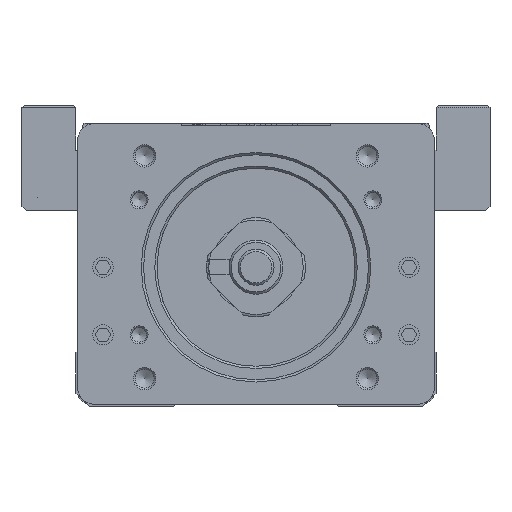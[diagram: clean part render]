
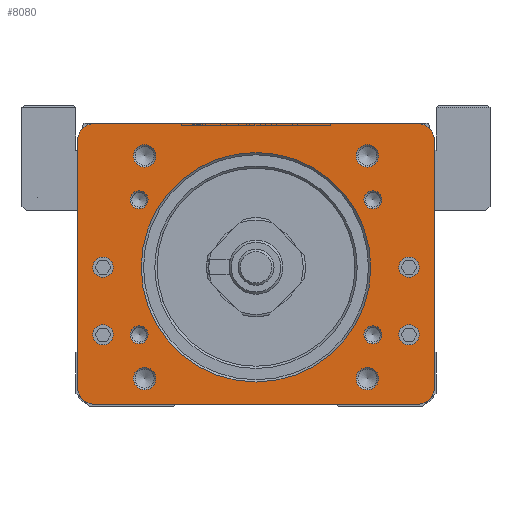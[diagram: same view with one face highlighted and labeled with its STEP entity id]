
A CAD part, front view. The second image highlights one B-rep face of the part: STEP entity #8080.
In plain terms, the highlighted planar face has unit normal (0, -1, 0).
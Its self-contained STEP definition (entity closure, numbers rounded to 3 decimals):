
#1117=PLANE('',#25614);
#3926=LINE('',#38901,#6156);
#3951=LINE('',#39066,#6181);
#3958=LINE('',#39078,#6188);
#3984=LINE('',#39227,#6214);
#6156=VECTOR('',#30695,1.);
#6181=VECTOR('',#30830,1.);
#6188=VECTOR('',#30839,1.);
#6214=VECTOR('',#30995,1.);
#8080=ADVANCED_FACE('',(#9233,#9234,#9235,#9236,#9237,#9238,#9239,#9240,
#9241,#9242,#9243,#9244,#9245,#9246),#1117,.T.);
#9233=FACE_BOUND('',#10867,.T.);
#9234=FACE_BOUND('',#10868,.T.);
#9235=FACE_BOUND('',#10869,.T.);
#9236=FACE_BOUND('',#10870,.T.);
#9237=FACE_BOUND('',#10871,.T.);
#9238=FACE_BOUND('',#10872,.T.);
#9239=FACE_BOUND('',#10873,.T.);
#9240=FACE_BOUND('',#10874,.T.);
#9241=FACE_BOUND('',#10875,.T.);
#9242=FACE_BOUND('',#10876,.T.);
#9243=FACE_BOUND('',#10877,.T.);
#9244=FACE_BOUND('',#10878,.T.);
#9245=FACE_BOUND('',#10879,.T.);
#9246=FACE_BOUND('',#10880,.T.);
#10867=EDGE_LOOP('',(#15901));
#10868=EDGE_LOOP('',(#15902));
#10869=EDGE_LOOP('',(#15903));
#10870=EDGE_LOOP('',(#15904));
#10871=EDGE_LOOP('',(#15905));
#10872=EDGE_LOOP('',(#15906));
#10873=EDGE_LOOP('',(#15907));
#10874=EDGE_LOOP('',(#15908));
#10875=EDGE_LOOP('',(#15909));
#10876=EDGE_LOOP('',(#15910));
#10877=EDGE_LOOP('',(#15911));
#10878=EDGE_LOOP('',(#15912));
#10879=EDGE_LOOP('',(#15913));
#10880=EDGE_LOOP('',(#15914,#15915,#15916,#15917,#15918,#15919,#15920,#15921));
#15901=ORIENTED_EDGE('',*,*,#22257,.T.);
#15902=ORIENTED_EDGE('',*,*,#22256,.T.);
#15903=ORIENTED_EDGE('',*,*,#22255,.T.);
#15904=ORIENTED_EDGE('',*,*,#22254,.T.);
#15905=ORIENTED_EDGE('',*,*,#22253,.T.);
#15906=ORIENTED_EDGE('',*,*,#22252,.T.);
#15907=ORIENTED_EDGE('',*,*,#22251,.T.);
#15908=ORIENTED_EDGE('',*,*,#22250,.T.);
#15909=ORIENTED_EDGE('',*,*,#22249,.T.);
#15910=ORIENTED_EDGE('',*,*,#22269,.T.);
#15911=ORIENTED_EDGE('',*,*,#22267,.T.);
#15912=ORIENTED_EDGE('',*,*,#22265,.T.);
#15913=ORIENTED_EDGE('',*,*,#22263,.T.);
#15914=ORIENTED_EDGE('',*,*,#22434,.T.);
#15915=ORIENTED_EDGE('',*,*,#22437,.T.);
#15916=ORIENTED_EDGE('',*,*,#22438,.T.);
#15917=ORIENTED_EDGE('',*,*,#22373,.T.);
#15918=ORIENTED_EDGE('',*,*,#22247,.T.);
#15919=ORIENTED_EDGE('',*,*,#22311,.T.);
#15920=ORIENTED_EDGE('',*,*,#22244,.T.);
#15921=ORIENTED_EDGE('',*,*,#22366,.T.);
#19378=VERTEX_POINT('',#38690);
#19379=VERTEX_POINT('',#38692);
#19380=VERTEX_POINT('',#38696);
#19381=VERTEX_POINT('',#38698);
#19382=VERTEX_POINT('',#38702);
#19383=VERTEX_POINT('',#38705);
#19384=VERTEX_POINT('',#38708);
#19385=VERTEX_POINT('',#38711);
#19386=VERTEX_POINT('',#38714);
#19387=VERTEX_POINT('',#38717);
#19388=VERTEX_POINT('',#38720);
#19389=VERTEX_POINT('',#38723);
#19390=VERTEX_POINT('',#38726);
#19395=VERTEX_POINT('',#38741);
#19397=VERTEX_POINT('',#38746);
#19399=VERTEX_POINT('',#38751);
#19401=VERTEX_POINT('',#38756);
#19468=VERTEX_POINT('',#39065);
#19473=VERTEX_POINT('',#39079);
#19529=VERTEX_POINT('',#39222);
#19531=VERTEX_POINT('',#39228);
#22244=EDGE_CURVE('',#19379,#19378,#23753,.T.);
#22247=EDGE_CURVE('',#19381,#19380,#23754,.T.);
#22249=EDGE_CURVE('',#19382,#19382,#23755,.T.);
#22250=EDGE_CURVE('',#19383,#19383,#23756,.T.);
#22251=EDGE_CURVE('',#19384,#19384,#23757,.T.);
#22252=EDGE_CURVE('',#19385,#19385,#23758,.T.);
#22253=EDGE_CURVE('',#19386,#19386,#23759,.T.);
#22254=EDGE_CURVE('',#19387,#19387,#23760,.T.);
#22255=EDGE_CURVE('',#19388,#19388,#23761,.T.);
#22256=EDGE_CURVE('',#19389,#19389,#23762,.T.);
#22257=EDGE_CURVE('',#19390,#19390,#23763,.T.);
#22263=EDGE_CURVE('',#19395,#19395,#23768,.T.);
#22265=EDGE_CURVE('',#19397,#19397,#23770,.T.);
#22267=EDGE_CURVE('',#19399,#19399,#23772,.T.);
#22269=EDGE_CURVE('',#19401,#19401,#23774,.T.);
#22311=EDGE_CURVE('',#19380,#19379,#3926,.T.);
#22366=EDGE_CURVE('',#19378,#19468,#3951,.T.);
#22373=EDGE_CURVE('',#19473,#19381,#3958,.T.);
#22434=EDGE_CURVE('',#19468,#19529,#23842,.T.);
#22437=EDGE_CURVE('',#19529,#19531,#3984,.T.);
#22438=EDGE_CURVE('',#19531,#19473,#23844,.T.);
#23753=CIRCLE('',#25424,4.);
#23754=CIRCLE('',#25426,4.);
#23755=CIRCLE('',#25428,2.);
#23756=CIRCLE('',#25430,2.);
#23757=CIRCLE('',#25432,2.);
#23758=CIRCLE('',#25434,2.);
#23759=CIRCLE('',#25436,2.5);
#23760=CIRCLE('',#25438,2.5);
#23761=CIRCLE('',#25440,2.5);
#23762=CIRCLE('',#25442,2.5);
#23763=CIRCLE('',#25444,25.5);
#23768=CIRCLE('',#25453,2.25);
#23770=CIRCLE('',#25456,2.25);
#23772=CIRCLE('',#25459,2.25);
#23774=CIRCLE('',#25462,2.25);
#23842=CIRCLE('',#25610,4.);
#23844=CIRCLE('',#25613,4.);
#25424=AXIS2_PLACEMENT_3D('',#38691,#30534,#30535);
#25426=AXIS2_PLACEMENT_3D('',#38697,#30540,#30541);
#25428=AXIS2_PLACEMENT_3D('',#38701,#30545,#30546);
#25430=AXIS2_PLACEMENT_3D('',#38704,#30549,#30550);
#25432=AXIS2_PLACEMENT_3D('',#38707,#30553,#30554);
#25434=AXIS2_PLACEMENT_3D('',#38710,#30557,#30558);
#25436=AXIS2_PLACEMENT_3D('',#38713,#30561,#30562);
#25438=AXIS2_PLACEMENT_3D('',#38716,#30565,#30566);
#25440=AXIS2_PLACEMENT_3D('',#38719,#30569,#30570);
#25442=AXIS2_PLACEMENT_3D('',#38722,#30573,#30574);
#25444=AXIS2_PLACEMENT_3D('',#38725,#30577,#30578);
#25453=AXIS2_PLACEMENT_3D('',#38740,#30596,#30597);
#25456=AXIS2_PLACEMENT_3D('',#38745,#30602,#30603);
#25459=AXIS2_PLACEMENT_3D('',#38750,#30608,#30609);
#25462=AXIS2_PLACEMENT_3D('',#38755,#30614,#30615);
#25610=AXIS2_PLACEMENT_3D('',#39221,#30988,#30989);
#25613=AXIS2_PLACEMENT_3D('',#39229,#30996,#30997);
#25614=AXIS2_PLACEMENT_3D('',#39230,#30998,#30999);
#30534=DIRECTION('',(0.,-1.,0.));
#30535=DIRECTION('',(1.,0.,0.));
#30540=DIRECTION('',(0.,-1.,0.));
#30541=DIRECTION('',(1.,0.,0.));
#30545=DIRECTION('',(0.,1.,0.));
#30546=DIRECTION('',(0.,0.,-1.));
#30549=DIRECTION('',(0.,1.,0.));
#30550=DIRECTION('',(0.,0.,-1.));
#30553=DIRECTION('',(0.,1.,0.));
#30554=DIRECTION('',(0.,0.,-1.));
#30557=DIRECTION('',(0.,1.,0.));
#30558=DIRECTION('',(0.,0.,-1.));
#30561=DIRECTION('',(0.,1.,0.));
#30562=DIRECTION('',(0.,0.,-1.));
#30565=DIRECTION('',(0.,1.,0.));
#30566=DIRECTION('',(0.,0.,-1.));
#30569=DIRECTION('',(0.,1.,0.));
#30570=DIRECTION('',(0.,0.,-1.));
#30573=DIRECTION('',(0.,1.,0.));
#30574=DIRECTION('',(0.,0.,-1.));
#30577=DIRECTION('',(0.,1.,0.));
#30578=DIRECTION('',(0.,0.,-1.));
#30596=DIRECTION('',(0.,1.,0.));
#30597=DIRECTION('',(0.,0.,-1.));
#30602=DIRECTION('',(0.,1.,0.));
#30603=DIRECTION('',(0.,0.,-1.));
#30608=DIRECTION('',(0.,1.,0.));
#30609=DIRECTION('',(0.,0.,-1.));
#30614=DIRECTION('',(0.,1.,0.));
#30615=DIRECTION('',(0.,0.,-1.));
#30695=DIRECTION('',(-1.,0.,0.));
#30830=DIRECTION('',(0.,0.,-1.));
#30839=DIRECTION('',(0.,0.,1.));
#30988=DIRECTION('',(0.,-1.,0.));
#30989=DIRECTION('',(1.,0.,0.));
#30995=DIRECTION('',(1.,0.,0.));
#30996=DIRECTION('',(0.,-1.,0.));
#30997=DIRECTION('',(1.,0.,0.));
#30998=DIRECTION('',(0.,-1.,0.));
#30999=DIRECTION('',(0.,0.,1.));
#38690=CARTESIAN_POINT('',(-39.7,-243.7,40.));
#38691=CARTESIAN_POINT('',(-35.7,-243.7,40.));
#38692=CARTESIAN_POINT('',(-35.7,-243.7,44.));
#38696=CARTESIAN_POINT('',(35.7,-243.7,44.));
#38697=CARTESIAN_POINT('',(35.7,-243.7,40.));
#38698=CARTESIAN_POINT('',(39.7,-243.7,40.));
#38701=CARTESIAN_POINT('',(-25.981,-243.7,27.));
#38702=CARTESIAN_POINT('',(-25.981,-243.7,25.));
#38704=CARTESIAN_POINT('',(-25.981,-243.7,-3.));
#38705=CARTESIAN_POINT('',(-25.981,-243.7,-5.));
#38707=CARTESIAN_POINT('',(25.981,-243.7,27.));
#38708=CARTESIAN_POINT('',(25.981,-243.7,25.));
#38710=CARTESIAN_POINT('',(25.981,-243.7,-3.));
#38711=CARTESIAN_POINT('',(25.981,-243.7,-5.));
#38713=CARTESIAN_POINT('',(24.749,-243.7,36.749));
#38714=CARTESIAN_POINT('',(24.749,-243.7,34.249));
#38716=CARTESIAN_POINT('',(24.749,-243.7,-12.749));
#38717=CARTESIAN_POINT('',(24.749,-243.7,-15.249));
#38719=CARTESIAN_POINT('',(-24.749,-243.7,-12.749));
#38720=CARTESIAN_POINT('',(-24.749,-243.7,-15.249));
#38722=CARTESIAN_POINT('',(-24.749,-243.7,36.749));
#38723=CARTESIAN_POINT('',(-24.749,-243.7,34.249));
#38725=CARTESIAN_POINT('',(0.,-243.7,12.));
#38726=CARTESIAN_POINT('',(0.,-243.7,-13.5));
#38740=CARTESIAN_POINT('',(34.,-243.7,12.));
#38741=CARTESIAN_POINT('',(34.,-243.7,9.75));
#38745=CARTESIAN_POINT('',(34.,-243.7,-3.));
#38746=CARTESIAN_POINT('',(34.,-243.7,-5.25));
#38750=CARTESIAN_POINT('',(-34.,-243.7,12.));
#38751=CARTESIAN_POINT('',(-34.,-243.7,9.75));
#38755=CARTESIAN_POINT('',(-34.,-243.7,-3.));
#38756=CARTESIAN_POINT('',(-34.,-243.7,-5.25));
#38901=CARTESIAN_POINT('',(35.7,-243.7,44.));
#39065=CARTESIAN_POINT('',(-39.7,-243.7,-14.5));
#39066=CARTESIAN_POINT('',(-39.7,-243.7,40.));
#39078=CARTESIAN_POINT('',(39.7,-243.7,-14.5));
#39079=CARTESIAN_POINT('',(39.7,-243.7,-14.5));
#39221=CARTESIAN_POINT('',(-35.7,-243.7,-14.5));
#39222=CARTESIAN_POINT('',(-35.7,-243.7,-18.5));
#39227=CARTESIAN_POINT('',(-35.7,-243.7,-18.5));
#39228=CARTESIAN_POINT('',(35.7,-243.7,-18.5));
#39229=CARTESIAN_POINT('',(35.7,-243.7,-14.5));
#39230=CARTESIAN_POINT('',(-35.7,-243.7,-14.5));
